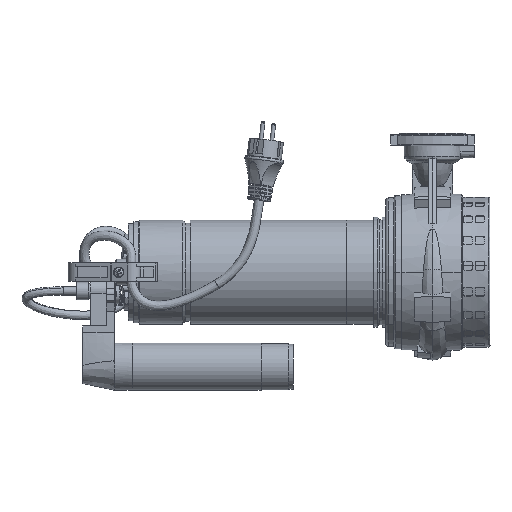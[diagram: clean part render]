
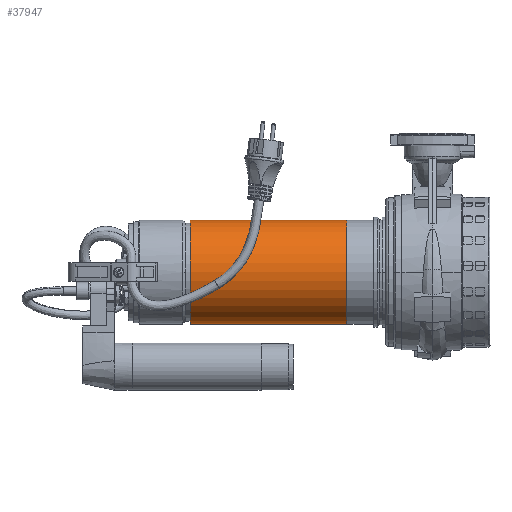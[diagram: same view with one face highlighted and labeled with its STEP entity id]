
A CAD part, left-side view. The second image highlights one B-rep face of the part: STEP entity #37947.
In plain terms, the highlighted cylindrical face has radius 56 mm (diameter 112 mm), a partial arc.
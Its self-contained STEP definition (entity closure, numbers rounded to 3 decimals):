
#8049 = VERTEX_POINT ( 'NONE', #67990 ) ;
#9577 = EDGE_CURVE ( 'NONE', #77070, #79546, #44746, .T. ) ;
#11166 = VECTOR ( 'NONE', #37573, 1000. ) ;
#11226 = CARTESIAN_POINT ( 'NONE',  ( 0., 51., 56. ) ) ;
#11735 = DIRECTION ( 'NONE',  ( 0., -1., 0. ) ) ;
#13057 = DIRECTION ( 'NONE',  ( 0., 1., 0. ) ) ;
#15012 = ORIENTED_EDGE ( 'NONE', *, *, #31617, .T. ) ;
#22552 = LINE ( 'NONE', #52619, #11166 ) ;
#25052 = ORIENTED_EDGE ( 'NONE', *, *, #9577, .T. ) ;
#26313 = CARTESIAN_POINT ( 'NONE',  ( 0., 220., 0. ) ) ;
#29741 = DIRECTION ( 'NONE',  ( 0., 0., -1. ) ) ;
#30666 = CYLINDRICAL_SURFACE ( 'NONE', #72037, 56. ) ;
#31617 = EDGE_CURVE ( 'NONE', #8049, #77070, #22552, .T. ) ;
#34881 = CARTESIAN_POINT ( 'NONE',  ( 0., 51., 0. ) ) ;
#36972 = AXIS2_PLACEMENT_3D ( 'NONE', #34881, #13057, #42181 ) ;
#37473 = CARTESIAN_POINT ( 'NONE',  ( 0., 220., 0. ) ) ;
#37573 = DIRECTION ( 'NONE',  ( 0., -1., 0. ) ) ;
#37947 = ADVANCED_FACE ( 'NONE', ( #82572 ), #30666, .T. ) ;
#40719 = DIRECTION ( 'NONE',  ( 0., -1., 0. ) ) ;
#42181 = DIRECTION ( 'NONE',  ( 0., 0., -1. ) ) ;
#44746 = CIRCLE ( 'NONE', #36972, 56. ) ;
#48156 = DIRECTION ( 'NONE',  ( 0., 0., -1. ) ) ;
#52550 = EDGE_CURVE ( 'NONE', #67564, #79546, #69820, .T. ) ;
#52619 = CARTESIAN_POINT ( 'NONE',  ( 0., 220., 56. ) ) ;
#58540 = ORIENTED_EDGE ( 'NONE', *, *, #83142, .T. ) ;
#66111 = CARTESIAN_POINT ( 'NONE',  ( 0., 51., -56. ) ) ;
#67076 = DIRECTION ( 'NONE',  ( 0., -1., 0. ) ) ;
#67564 = VERTEX_POINT ( 'NONE', #79439 ) ;
#67990 = CARTESIAN_POINT ( 'NONE',  ( 0., 220., 56. ) ) ;
#68842 = CARTESIAN_POINT ( 'NONE',  ( 0., 220., -56. ) ) ;
#69820 = LINE ( 'NONE', #68842, #84997 ) ;
#70641 = AXIS2_PLACEMENT_3D ( 'NONE', #26313, #11735, #48156 ) ;
#72037 = AXIS2_PLACEMENT_3D ( 'NONE', #37473, #67076, #29741 ) ;
#77070 = VERTEX_POINT ( 'NONE', #11226 ) ;
#79439 = CARTESIAN_POINT ( 'NONE',  ( 0., 220., -56. ) ) ;
#79546 = VERTEX_POINT ( 'NONE', #66111 ) ;
#80872 = EDGE_LOOP ( 'NONE', ( #58540, #15012, #25052, #83630 ) ) ;
#81504 = CIRCLE ( 'NONE', #70641, 56. ) ;
#82572 = FACE_OUTER_BOUND ( 'NONE', #80872, .T. ) ;
#83142 = EDGE_CURVE ( 'NONE', #67564, #8049, #81504, .T. ) ;
#83630 = ORIENTED_EDGE ( 'NONE', *, *, #52550, .F. ) ;
#84997 = VECTOR ( 'NONE', #40719, 1000. ) ;
